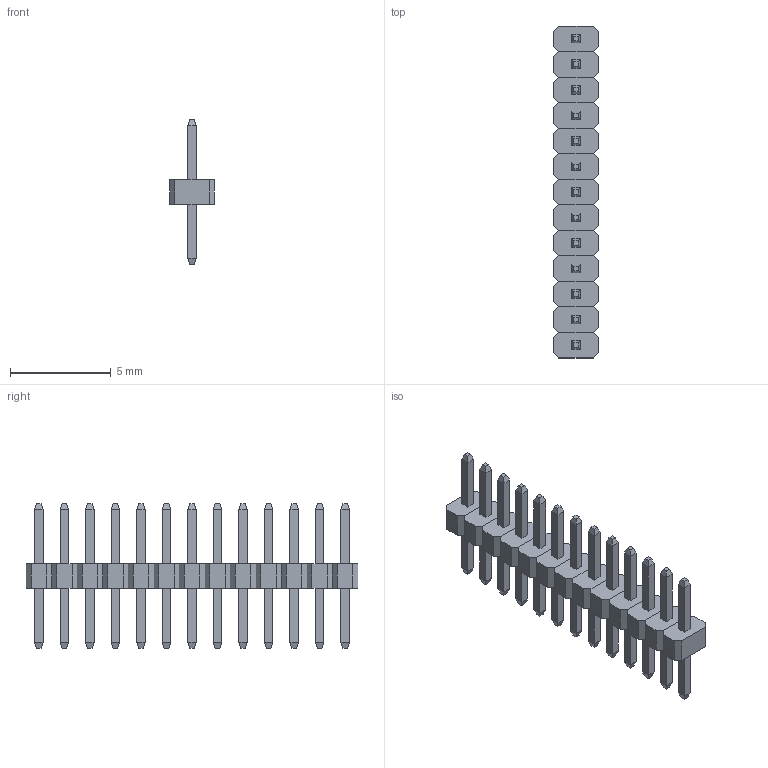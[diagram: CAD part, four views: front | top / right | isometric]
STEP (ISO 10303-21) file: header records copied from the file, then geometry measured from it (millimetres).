
FILE_DESCRIPTION(('FreeCAD Model'),'2;1');
FILE_NAME('1x02.step','2016-11-08T15:04:57',('Author'),(''), 'Open CASCADE STEP processor 6.8','FreeCAD','Unknown');
FILE_SCHEMA(('AUTOMOTIVE_DESIGN_CC2 { 1 2 10303 214 -1 1 5 4 }'));
Length unit declared in the file: millimetre
Products named in the file (2): ASSEMBLY; 1x02
Assembly tree (1 placements, depth 2):
  ASSEMBLY
    1x02
Bounding box: 2.2 x 16.51 x 7.2 mm (x, y, z)
Volume: 54.8 mm3; surface area: 346.1 mm2
Topology: 26 solids, 26 shells, 364 faces, 832 edges, 520 vertices
Faces by surface type: plane 364
Entity records: 23073 total; most frequent: CARTESIAN_POINT 3590, DIRECTION 3020, LINE 2288, VECTOR 2288, ORIENTED_EDGE 1664, PCURVE 1664, DEFINITIONAL_REPRESENTATION 1664, EDGE_CURVE 832
